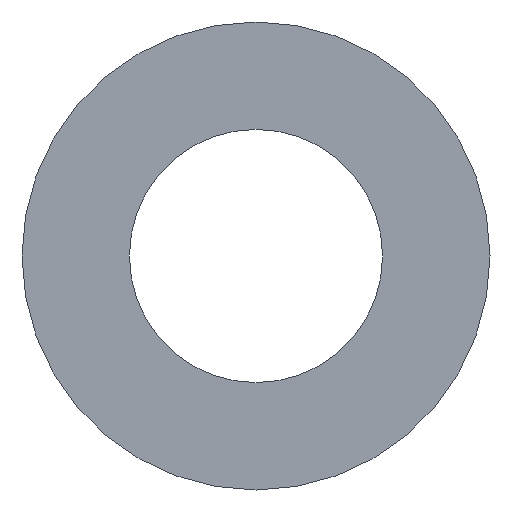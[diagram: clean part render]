
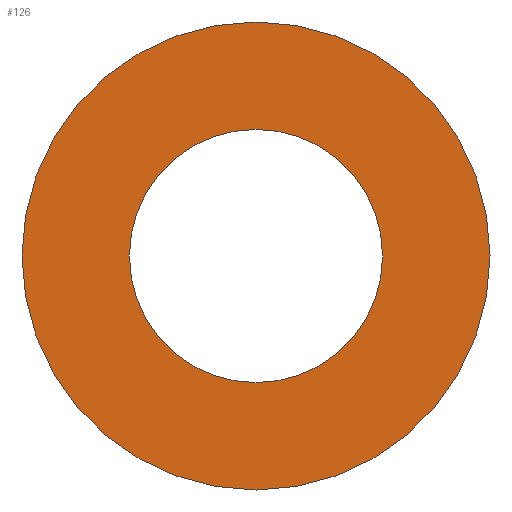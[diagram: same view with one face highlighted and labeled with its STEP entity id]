
A CAD part, left-side view. The second image highlights one B-rep face of the part: STEP entity #126.
In plain terms, the highlighted planar face has unit normal (-1, 0, 0).
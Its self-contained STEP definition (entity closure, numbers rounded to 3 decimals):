
#90 = VERTEX_POINT( '', #207 );
#98 = EDGE_CURVE( '', #136, #114, #216, .T. );
#114 = VERTEX_POINT( '', #236 );
#116 = EDGE_CURVE( '', #114, #136, #238, .T. );
#124 = EDGE_CURVE( '', #140, #90, #246, .T. );
#126 = ADVANCED_FACE( '', ( #248, #249 ), #250, .T. );
#132 = EDGE_CURVE( '', #90, #140, #256, .T. );
#136 = VERTEX_POINT( '', #260 );
#140 = VERTEX_POINT( '', #264 );
#207 = CARTESIAN_POINT( '', ( -50., 33., 0. ) );
#216 = CIRCLE( '', #337, 61. );
#236 = CARTESIAN_POINT( '', ( -50., 61., 0. ) );
#238 = CIRCLE( '', #364, 61. );
#246 = CIRCLE( '', #375, 33. );
#248 = FACE_BOUND( '', #377, .T. );
#249 = FACE_OUTER_BOUND( '', #378, .T. );
#250 = PLANE( '', #379 );
#256 = CIRCLE( '', #388, 33. );
#260 = CARTESIAN_POINT( '', ( -50., -61., 0. ) );
#264 = CARTESIAN_POINT( '', ( -50., -33., 0. ) );
#337 = AXIS2_PLACEMENT_3D( '', #485, #486, #487 );
#364 = AXIS2_PLACEMENT_3D( '', #519, #520, #521 );
#375 = AXIS2_PLACEMENT_3D( '', #523, #524, #525 );
#377 = EDGE_LOOP( '', ( #527, #528 ) );
#378 = EDGE_LOOP( '', ( #529, #530 ) );
#379 = AXIS2_PLACEMENT_3D( '', #531, #532, #533 );
#388 = AXIS2_PLACEMENT_3D( '', #540, #541, #542 );
#485 = CARTESIAN_POINT( '', ( -50., 0., 0. ) );
#486 = DIRECTION( '', ( -1., 0., 0. ) );
#487 = DIRECTION( '', ( 0., 1., 0. ) );
#519 = CARTESIAN_POINT( '', ( -50., 0., 0. ) );
#520 = DIRECTION( '', ( -1., 0., 0. ) );
#521 = DIRECTION( '', ( 0., 1., 0. ) );
#523 = CARTESIAN_POINT( '', ( -50., 0., 0. ) );
#524 = DIRECTION( '', ( -1., 0., 0. ) );
#525 = DIRECTION( '', ( 0., 1., 0. ) );
#527 = ORIENTED_EDGE( '', *, *, #132, .F. );
#528 = ORIENTED_EDGE( '', *, *, #124, .F. );
#529 = ORIENTED_EDGE( '', *, *, #116, .T. );
#530 = ORIENTED_EDGE( '', *, *, #98, .T. );
#531 = CARTESIAN_POINT( '', ( -50., 47., 0. ) );
#532 = DIRECTION( '', ( -1., 0., 0. ) );
#533 = DIRECTION( '', ( 0., 1., 0. ) );
#540 = CARTESIAN_POINT( '', ( -50., 0., 0. ) );
#541 = DIRECTION( '', ( -1., 0., 0. ) );
#542 = DIRECTION( '', ( 0., 1., 0. ) );
